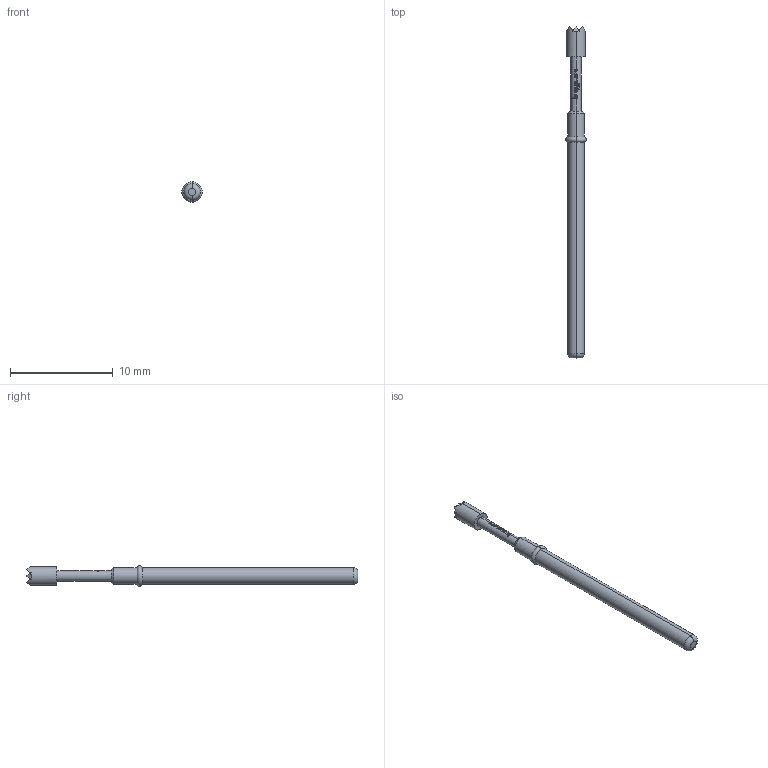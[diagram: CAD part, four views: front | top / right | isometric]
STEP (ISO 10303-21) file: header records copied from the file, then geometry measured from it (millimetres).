
FILE_DESCRIPTION (( 'STEP AP203' ), '1' );
FILE_NAME ('INGUN_GKS-112_306_180_R_xx03.STEP', '2021-12-22T09:26:26', ( 'ochi' ), ( '' ), 'SwSTEP 2.0', 'SolidWorks 2018', '' );
FILE_SCHEMA (( 'CONFIG_CONTROL_DESIGN' ));
Length unit declared in the file: millimetre
Products named in the file (1): INGUN_GKS-112_306_180_R_xx03
Bounding box: 2 x 32.3 x 2 mm (x, y, z)
Volume: 62.3 mm3; surface area: 165.9 mm2
Topology: 1 solids, 1 shells, 125 faces, 323 edges, 203 vertices
Faces by surface type: plane 79, bspline 22, cylinder 18, torus 4, cone 2
Entity records: 4100 total; most frequent: CARTESIAN_POINT 1242, ORIENTED_EDGE 646, DIRECTION 495, EDGE_CURVE 323, VERTEX_POINT 203, AXIS2_PLACEMENT_3D 184, EDGE_LOOP 128, LINE 127
